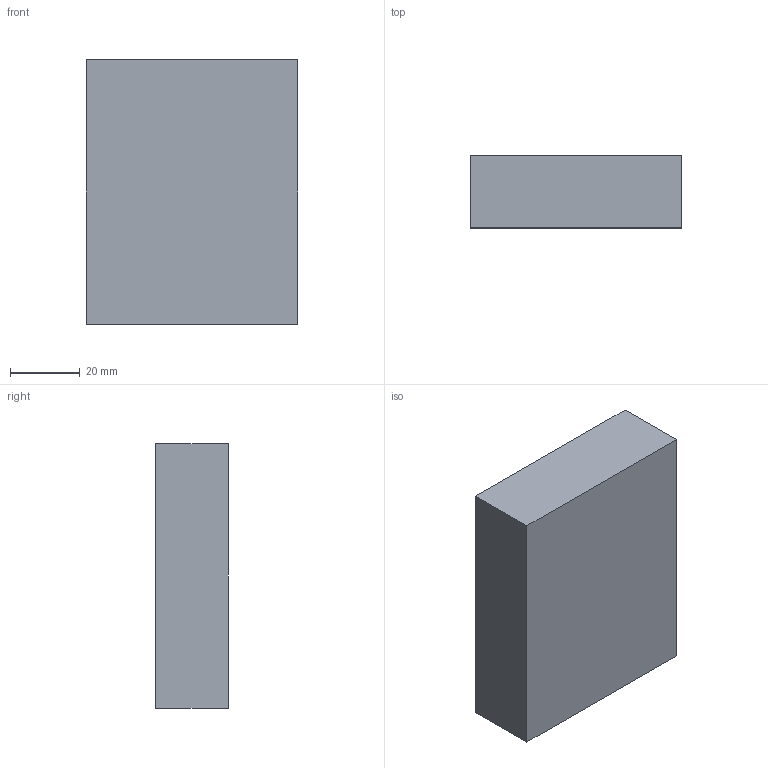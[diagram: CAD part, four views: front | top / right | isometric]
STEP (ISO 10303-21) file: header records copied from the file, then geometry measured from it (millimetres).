
FILE_DESCRIPTION(/* description */ (''),/* implementation_level */ '2;1');
FILE_NAME(/* name */ 'DPLX_P018_Crude_Battery_Placeholder_Smalltestmod.stp',/* time_stamp */ '2018-07-31T12:13:59-07:00',/* author */ ('MJ'),/* organization */ (''),/* preprocessor_version */ 'ST-DEVELOPER v16.13',/* originating_system */ 'Autodesk Inventor 2018',/* authorisation */ '');
FILE_SCHEMA (('AUTOMOTIVE_DESIGN { 1 0 10303 214 3 1 1 }'));
Length unit declared in the file: inch
Products named in the file (1): DPLX_P018_Crude_Battery_Placeholder_Smalltestmod
Bounding box: 60.71 x 20.83 x 76.2 mm (x, y, z)
Volume: 95978.6 mm3; surface area: 16011.8 mm2
Topology: 1 solids, 1 shells, 322 faces, 879 edges, 586 vertices
Faces by surface type: plane 174, bspline 148
Entity records: 11378 total; most frequent: CARTESIAN_POINT 4156, ORIENTED_EDGE 1758, DIRECTION 933, EDGE_CURVE 879, VERTEX_POINT 586, LINE 583, VECTOR 583, EDGE_LOOP 349
